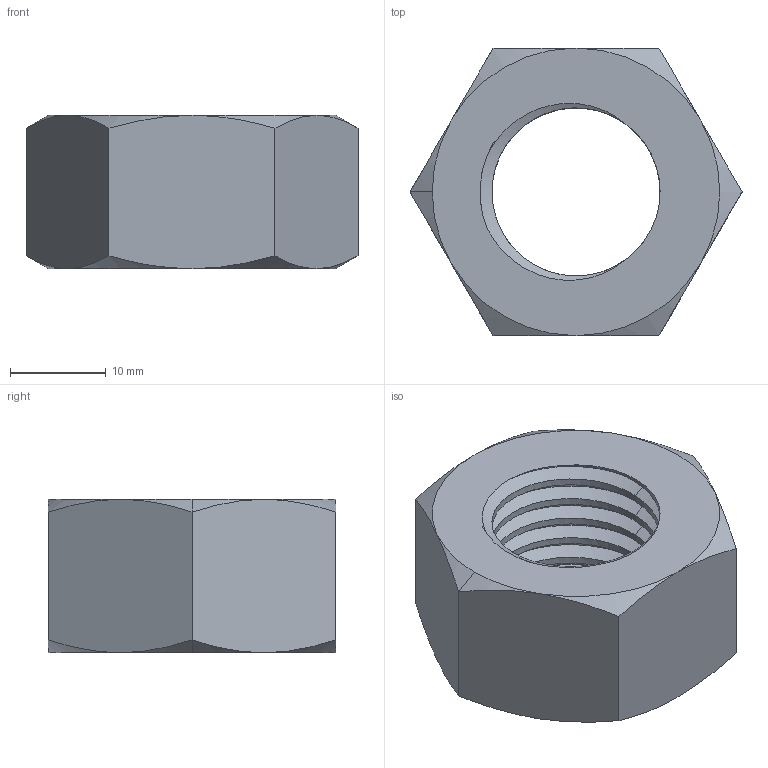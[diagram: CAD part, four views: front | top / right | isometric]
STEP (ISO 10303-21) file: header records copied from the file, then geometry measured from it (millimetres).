
FILE_DESCRIPTION(('FreeCAD Model'),'2;1');
FILE_NAME('Open CASCADE Shape Model','2022-08-22T13:05:41',(''),(''), 'Open CASCADE STEP processor 7.5','FreeCAD','Unknown');
FILE_SCHEMA(('AUTOMOTIVE_DESIGN { 1 0 10303 214 1 1 1 1 }'));
Length unit declared in the file: millimetre
Products named in the file (1): Tuerca M20
Bounding box: 34.64 x 30 x 16 mm (x, y, z)
Volume: 8064.4 mm3; surface area: 4085 mm2
Topology: 1 solids, 1 shells, 52 faces, 123 edges, 73 vertices
Faces by surface type: bspline 22, cone 14, plane 8, cylinder 8
Full cylindrical faces by diameter (mm): 17.542 x6
Entity records: 8469 total; most frequent: CARTESIAN_POINT 6362, DIRECTION 277, ORIENTED_EDGE 246, PCURVE 246, DEFINITIONAL_REPRESENTATION 246, B_SPLINE_CURVE_WITH_KNOTS 156, LINE 131, VECTOR 131
